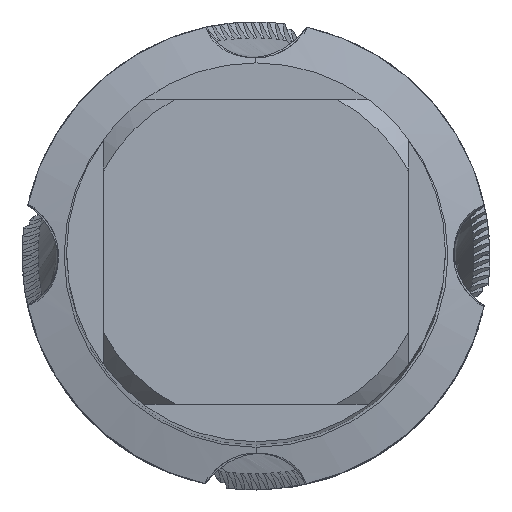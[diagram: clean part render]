
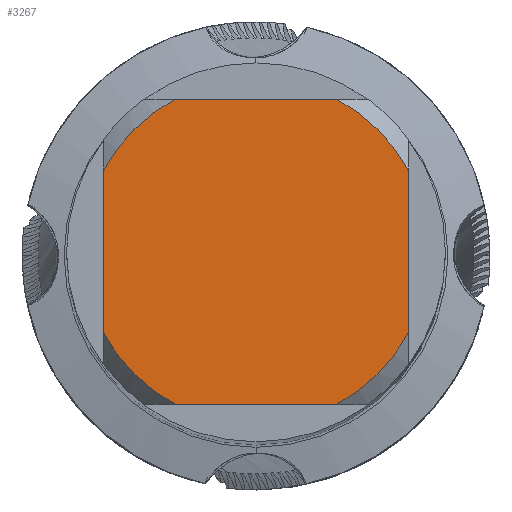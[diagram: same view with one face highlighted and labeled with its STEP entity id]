
A CAD part, top view. The second image highlights one B-rep face of the part: STEP entity #3267.
In plain terms, the highlighted planar face has unit normal (0, 0, 1).
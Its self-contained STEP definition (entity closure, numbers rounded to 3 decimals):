
#1943=VERTEX_POINT('',#5451);
#2005=VERTEX_POINT('',#5519);
#2085=VERTEX_POINT('',#5605);
#2617=EDGE_CURVE('',#3971,#1943,#6179,.T.);
#2877=EDGE_CURVE('',#2085,#1943,#6464,.T.);
#2967=EDGE_CURVE('',#3811,#3673,#6556,.T.);
#3069=EDGE_CURVE('',#3811,#4255,#6668,.T.);
#3267=ADVANCED_FACE('',(#6886),#6887,.T.);
#3463=EDGE_CURVE('',#2085,#4255,#7098,.T.);
#3673=VERTEX_POINT('',#7332);
#3727=EDGE_CURVE('',#4403,#3673,#7390,.T.);
#3811=VERTEX_POINT('',#7482);
#3971=VERTEX_POINT('',#7659);
#4255=VERTEX_POINT('',#7963);
#4309=EDGE_CURVE('',#3971,#2005,#8021,.T.);
#4403=VERTEX_POINT('',#8120);
#4879=EDGE_CURVE('',#4403,#2005,#8645,.T.);
#5451=CARTESIAN_POINT('',(3.831,-7.25,0.0));
#5519=CARTESIAN_POINT('',(-7.25,-3.831,0.0));
#5605=CARTESIAN_POINT('',(7.25,-3.831,0.0));
#6179=LINE('',#11506,#11507);
#6464=CIRCLE('',#12126,8.2);
#6556=LINE('',#12466,#12467);
#6668=CIRCLE('',#12740,8.2);
#6886=FACE_OUTER_BOUND('',#13232,.T.);
#6887=PLANE('',#13233);
#7098=LINE('',#13741,#13742);
#7332=CARTESIAN_POINT('',(-3.831,7.25,0.0));
#7390=CIRCLE('',#14479,8.2);
#7482=CARTESIAN_POINT('',(3.831,7.25,0.0));
#7659=CARTESIAN_POINT('',(-3.831,-7.25,0.0));
#7963=CARTESIAN_POINT('',(7.25,3.831,0.0));
#8021=CIRCLE('',#16336,8.2);
#8120=CARTESIAN_POINT('',(-7.25,3.831,0.0));
#8645=LINE('',#18125,#18126);
#11506=CARTESIAN_POINT('',(0.0,-7.25,0.0));
#11507=VECTOR('',#20405,1.0);
#12126=AXIS2_PLACEMENT_3D('',#20697,#20698,#20699);
#12466=CARTESIAN_POINT('',(0.0,7.25,0.0));
#12467=VECTOR('',#20761,1.0);
#12740=AXIS2_PLACEMENT_3D('',#20875,#20876,#20877);
#13232=EDGE_LOOP('',(#21101,#21102,#21103,#21104,#21105,#21106,#21107,#21108));
#13233=AXIS2_PLACEMENT_3D('',#21109,#21110,#21111);
#13741=CARTESIAN_POINT('',(7.25,2.05,0.0));
#13742=VECTOR('',#21304,1.0);
#14479=AXIS2_PLACEMENT_3D('',#21601,#21602,#21603);
#16336=AXIS2_PLACEMENT_3D('',#22265,#22266,#22267);
#18125=CARTESIAN_POINT('',(-7.25,2.05,0.0));
#18126=VECTOR('',#22897,1.0);
#20405=DIRECTION('',(1.0,0.0,0.0));
#20697=CARTESIAN_POINT('',(0.0,0.0,0.0));
#20698=DIRECTION('',(0.0,0.0,-1.0));
#20699=DIRECTION('',(0.0,1.0,0.0));
#20761=DIRECTION('',(-1.0,0.0,0.0));
#20875=CARTESIAN_POINT('',(0.0,0.0,0.0));
#20876=DIRECTION('',(0.0,0.0,-1.0));
#20877=DIRECTION('',(0.0,1.0,0.0));
#21101=ORIENTED_EDGE('',*,*,#4879,.T.);
#21102=ORIENTED_EDGE('',*,*,#4309,.F.);
#21103=ORIENTED_EDGE('',*,*,#2617,.T.);
#21104=ORIENTED_EDGE('',*,*,#2877,.F.);
#21105=ORIENTED_EDGE('',*,*,#3463,.T.);
#21106=ORIENTED_EDGE('',*,*,#3069,.F.);
#21107=ORIENTED_EDGE('',*,*,#2967,.T.);
#21108=ORIENTED_EDGE('',*,*,#3727,.F.);
#21109=CARTESIAN_POINT('',(0.0,4.1,0.0));
#21110=DIRECTION('',(-0.0,0.0,1.0));
#21111=DIRECTION('',(0.0,-1.0,0.0));
#21304=DIRECTION('',(-0.0,1.0,0.0));
#21601=CARTESIAN_POINT('',(0.0,0.0,0.0));
#21602=DIRECTION('',(0.0,0.0,-1.0));
#21603=DIRECTION('',(0.0,1.0,0.0));
#22265=CARTESIAN_POINT('',(0.0,0.0,0.0));
#22266=DIRECTION('',(0.0,0.0,-1.0));
#22267=DIRECTION('',(0.0,1.0,0.0));
#22897=DIRECTION('',(-0.0,-1.0,0.0));
